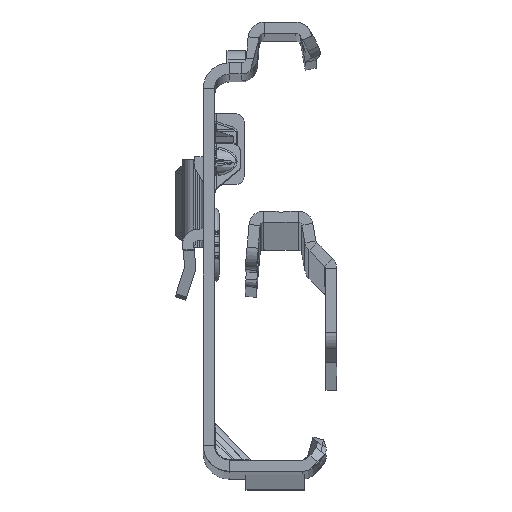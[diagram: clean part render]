
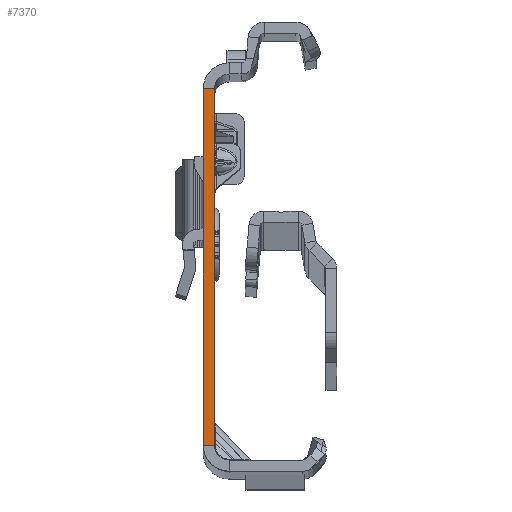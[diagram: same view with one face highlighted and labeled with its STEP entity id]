
A CAD part, top view. The second image highlights one B-rep face of the part: STEP entity #7370.
In plain terms, the highlighted planar face has unit normal (0, 0, 1).
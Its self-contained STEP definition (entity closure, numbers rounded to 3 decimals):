
#552 = EDGE_CURVE ( 'NONE', #50775, #47214, #5253, .T. ) ;
#1115 = DIRECTION ( 'NONE',  ( 0., -1., 0. ) ) ;
#4051 = PLANE ( 'NONE',  #19661 ) ;
#5253 = LINE ( 'NONE', #34995, #41266 ) ;
#7370 = ADVANCED_FACE ( 'NONE', ( #42115 ), #4051, .T. ) ;
#8400 = ORIENTED_EDGE ( 'NONE', *, *, #43766, .F. ) ;
#14177 = VECTOR ( 'NONE', #30389, 1000. ) ;
#14970 = CARTESIAN_POINT ( 'NONE',  ( 0., -27.865, 0. ) ) ;
#16799 = DIRECTION ( 'NONE',  ( 0., 0., 1. ) ) ;
#18348 = LINE ( 'NONE', #14970, #50998 ) ;
#18531 = VECTOR ( 'NONE', #31295, 1000. ) ;
#19661 = AXIS2_PLACEMENT_3D ( 'NONE', #54835, #16799, #33802 ) ;
#20567 = ORIENTED_EDGE ( 'NONE', *, *, #29595, .F. ) ;
#21616 = VERTEX_POINT ( 'NONE', #51431 ) ;
#21930 = CARTESIAN_POINT ( 'NONE',  ( -1.5, 22.135, 0. ) ) ;
#22007 = ORIENTED_EDGE ( 'NONE', *, *, #552, .T. ) ;
#25208 = EDGE_LOOP ( 'NONE', ( #8400, #36174, #22007, #20567 ) ) ;
#26189 = CARTESIAN_POINT ( 'NONE',  ( 0., -25.865, 0. ) ) ;
#29595 = EDGE_CURVE ( 'NONE', #30409, #47214, #39494, .T. ) ;
#30389 = DIRECTION ( 'NONE',  ( -1., 0., 0. ) ) ;
#30409 = VERTEX_POINT ( 'NONE', #35702 ) ;
#31295 = DIRECTION ( 'NONE',  ( -1., 0., 0. ) ) ;
#33802 = DIRECTION ( 'NONE',  ( 1., 0., 0. ) ) ;
#34995 = CARTESIAN_POINT ( 'NONE',  ( -1.5, -27.865, 0. ) ) ;
#35445 = CARTESIAN_POINT ( 'NONE',  ( -1.5, -25.865, 0. ) ) ;
#35702 = CARTESIAN_POINT ( 'NONE',  ( 0., -25.865, 0. ) ) ;
#36174 = ORIENTED_EDGE ( 'NONE', *, *, #48972, .T. ) ;
#39494 = LINE ( 'NONE', #26189, #14177 ) ;
#41266 = VECTOR ( 'NONE', #1115, 1000. ) ;
#42115 = FACE_OUTER_BOUND ( 'NONE', #25208, .T. ) ;
#43490 = CARTESIAN_POINT ( 'NONE',  ( 0., 22.135, 0. ) ) ;
#43766 = EDGE_CURVE ( 'NONE', #21616, #30409, #18348, .T. ) ;
#47214 = VERTEX_POINT ( 'NONE', #35445 ) ;
#47350 = LINE ( 'NONE', #43490, #18531 ) ;
#48972 = EDGE_CURVE ( 'NONE', #21616, #50775, #47350, .T. ) ;
#50775 = VERTEX_POINT ( 'NONE', #21930 ) ;
#50998 = VECTOR ( 'NONE', #53031, 1000. ) ;
#51431 = CARTESIAN_POINT ( 'NONE',  ( 0., 22.135, 0. ) ) ;
#53031 = DIRECTION ( 'NONE',  ( 0., -1., 0. ) ) ;
#54835 = CARTESIAN_POINT ( 'NONE',  ( -1.5, -27.865, 0. ) ) ;
